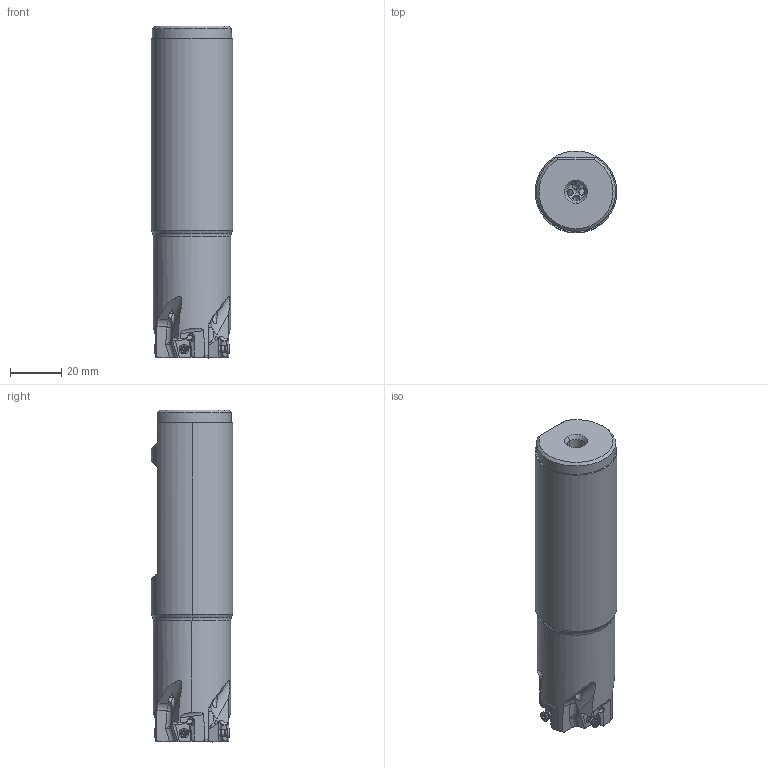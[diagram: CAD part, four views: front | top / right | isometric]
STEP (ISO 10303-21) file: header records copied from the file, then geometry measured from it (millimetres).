
FILE_DESCRIPTION(/* description */ (''),/* implementation_level */ '2;1');
FILE_NAME(/* name */ 'VPX200UR2004FA20S.stp',/* time_stamp */ '2025-07-08T15:59:23+09:00',/* author */ (''),/* organization */ (''),/* preprocessor_version */ 'ST-DEVELOPER v18.101',/* originating_system */ 'SIEMENS PLM Software NX 2011',/* authorisation */ '');
FILE_SCHEMA (('AUTOMOTIVE_DESIGN { 1 0 10303 214 3 1 1 1 }'));
Length unit declared in the file: millimetre
Products named in the file (1): VPX200UR2004FA20S_ASM
Bounding box: 31.75 x 31.75 x 128.97 mm (x, y, z)
Volume: 89353.2 mm3; surface area: 17575.7 mm2
Topology: 5 solids, 5 shells, 434 faces, 1243 edges, 814 vertices
Faces by surface type: cylinder 189, plane 114, cone 61, torus 42, extrusion 16, sphere 8, bspline 4
Entity records: 17345 total; most frequent: CARTESIAN_POINT 6478, ORIENTED_EDGE 2430, DIRECTION 1999, EDGE_CURVE 1215, VERTEX_POINT 807, AXIS2_PLACEMENT_3D 785, B_SPLINE_CURVE_WITH_KNOTS 468, EDGE_LOOP 458
